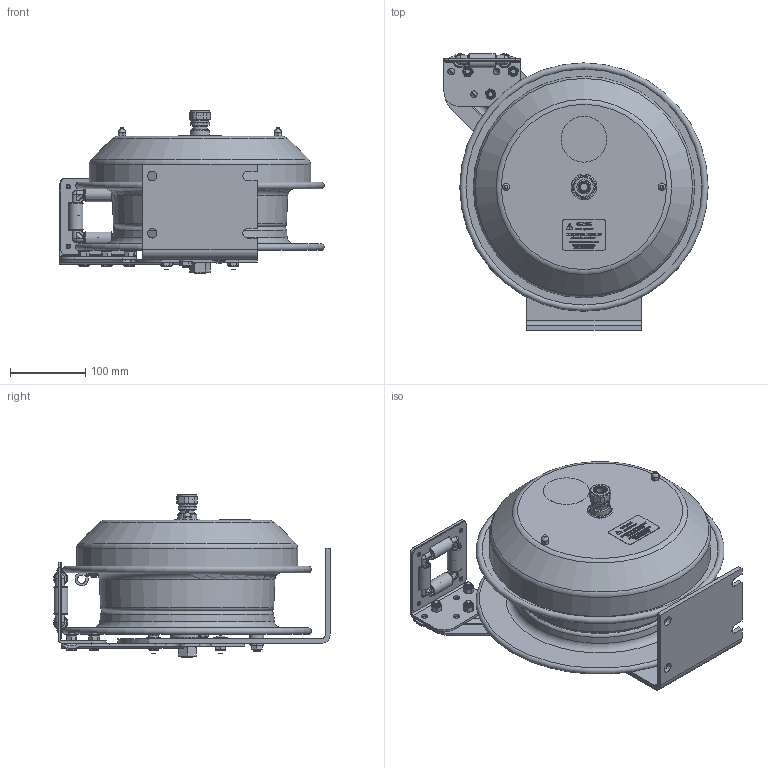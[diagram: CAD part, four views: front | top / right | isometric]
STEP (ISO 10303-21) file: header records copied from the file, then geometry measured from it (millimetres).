
FILE_DESCRIPTION(/* description */ (''),/* implementation_level */ '2;1');
FILE_NAME(/* name */ 'EZ-PC13-5012-X_SHARED.stp',/* time_stamp */ '2020-03-18T10:38:55-07:00',/* author */ ('NMelton'),/* organization */ (''),/* preprocessor_version */ 'ST-DEVELOPER v17',/* originating_system */ 'Autodesk Inventor 2019',/* authorisation */ '');
FILE_SCHEMA (('AUTOMOTIVE_DESIGN { 1 0 10303 214 3 1 1 }'));
Products named in the file (1): EZ-PC13-5012-X_SHARED
Bounding box: 351.32 x 368.05 x 216.18 mm (x, y, z)
Surface area: 812003.5 mm2 (no closed solid volume)
Topology: 0 solids, 228 shells, 3604 faces, 14296 edges, 10640 vertices
Faces by surface type: plane 2214, bspline 853, cylinder 288, cone 138, torus 70, sphere 41
Full cylindrical faces by diameter (mm): 2.54 x3, 4.699 x4, 4.826 x5, 5.08 x1, 5.556 x4, 5.588 x2, 6.223 x3, 6.35 x4, 7.938 x3, 8.001 x3, 8.731 x7, 10.16 x1, 11.43 x3, 12.192 x8, 12.255 x1, 12.319 x1, 12.446 x1, 12.7 x2, 15.875 x2, 17.399 x1, 18.745 x1, 19.05 x5, 19.736 x1, 22.085 x1, 23.812 x1, 25.4 x1, 25.908 x1, 26.568 x1, 28.575 x1, 28.702 x1
Entity records: 160464 total; most frequent: CARTESIAN_POINT 48445, ORIENTED_EDGE 22298, DIRECTION 17584, EDGE_CURVE 14249, VERTEX_POINT 10640, LINE 9032, VECTOR 9032, AXIS2_PLACEMENT_3D 4276
